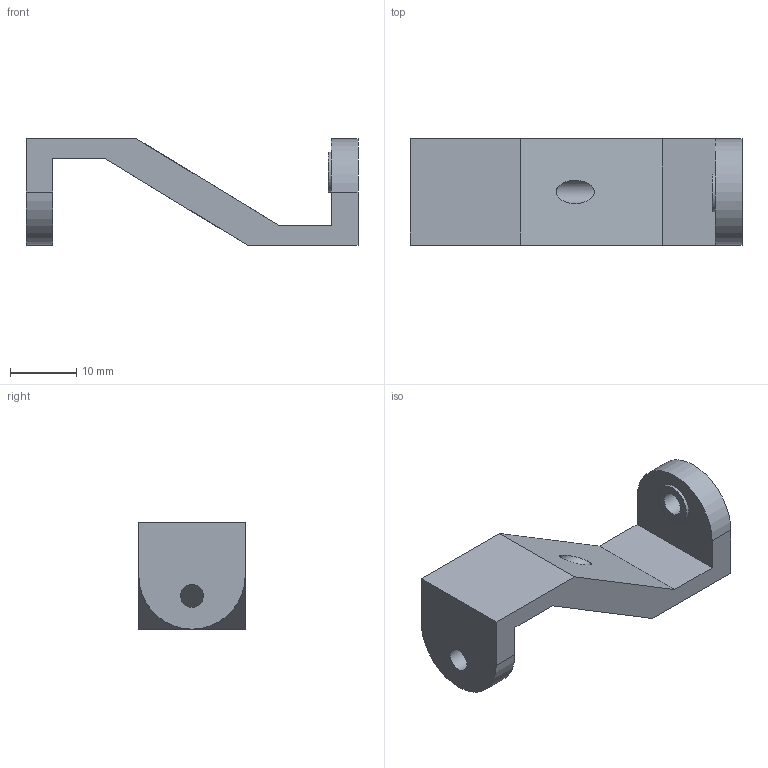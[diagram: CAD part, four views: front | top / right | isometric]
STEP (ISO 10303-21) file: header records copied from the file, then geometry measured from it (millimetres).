
FILE_DESCRIPTION(/* description */ (''),/* implementation_level */ '2;1');
FILE_NAME(/* name */ 'Tension adjuster.stp',/* time_stamp */ '2016-12-28T17:02:09-06:00',/* author */ (''),/* organization */ (''),/* preprocessor_version */ 'ST-DEVELOPER v16.5',/* originating_system */ 'Autodesk Translation Framework v5.2.0.2920',/* authorisation */ '');
FILE_SCHEMA (('AUTOMOTIVE_DESIGN { 1 0 10303 214 3 1 1 }'));
Length unit declared in the file: millimetre
Products named in the file (1): Tension adjuster (1)
Bounding box: 50 x 16 x 16 mm (x, y, z)
Volume: 4658.4 mm3; surface area: 3242.8 mm2
Topology: 1 solids, 1 shells, 19 faces, 48 edges, 32 vertices
Faces by surface type: plane 13, cylinder 6
Full cylindrical faces by diameter (mm): 3.5 x3, 6 x1
Entity records: 588 total; most frequent: DIRECTION 96, CARTESIAN_POINT 96, ORIENTED_EDGE 88, EDGE_CURVE 44, LINE 32, VECTOR 32, VERTEX_POINT 32, AXIS2_PLACEMENT_3D 32
